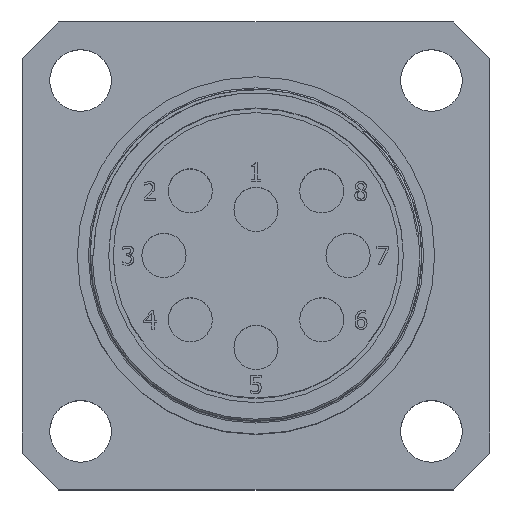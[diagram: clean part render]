
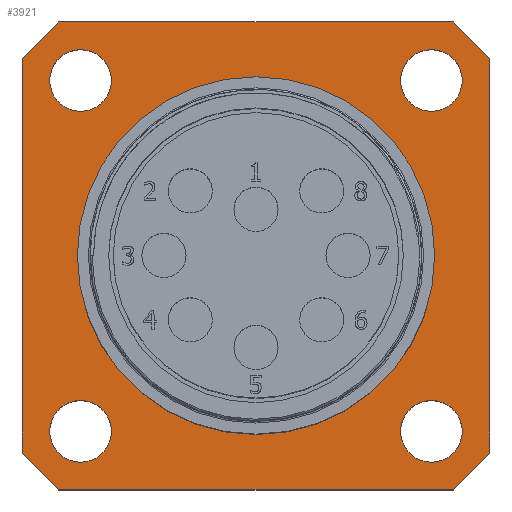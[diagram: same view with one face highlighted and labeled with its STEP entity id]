
A CAD part, top view. The second image highlights one B-rep face of the part: STEP entity #3921.
In plain terms, the highlighted planar face has unit normal (0, 0, 1).
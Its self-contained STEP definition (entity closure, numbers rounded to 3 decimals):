
#265=LINE($,#6848,#545);
#271=LINE($,#6859,#551);
#278=LINE($,#6885,#558);
#281=LINE($,#6890,#561);
#283=LINE($,#6894,#563);
#284=LINE($,#6896,#564);
#285=LINE($,#6897,#565);
#286=LINE($,#6898,#566);
#545=VECTOR($,#4661,5.657);
#551=VECTOR($,#4669,42.8);
#558=VECTOR($,#4690,5.657);
#561=VECTOR($,#4695,42.8);
#563=VECTOR($,#4699,5.657);
#564=VECTOR($,#4700,42.8);
#565=VECTOR($,#4701,5.657);
#566=VECTOR($,#4702,42.8);
#1104=PLANE($,#4100);
#1204=FACE_BOUND($,#1675,.T.);
#1205=FACE_BOUND($,#1676,.T.);
#1206=FACE_BOUND($,#1677,.T.);
#1207=FACE_BOUND($,#1678,.T.);
#1208=FACE_BOUND($,#1679,.T.);
#1409=FACE_OUTER_BOUND($,#1674,.T.);
#1674=EDGE_LOOP($,(#3605,#3606,#3607,#3608,#3609,#3610,#3611,#3612));
#1675=EDGE_LOOP($,(#3613));
#1676=EDGE_LOOP($,(#3614));
#1677=EDGE_LOOP($,(#3615));
#1678=EDGE_LOOP($,(#3616));
#1679=EDGE_LOOP($,(#3617));
#1792=CIRCLE($,#4101,19.4);
#1793=CIRCLE($,#4102,3.35);
#1794=CIRCLE($,#4103,3.35);
#1795=CIRCLE($,#4104,3.35);
#1796=CIRCLE($,#4105,3.35);
#2127=VERTEX_POINT($,#6846);
#2128=VERTEX_POINT($,#6847);
#2132=VERTEX_POINT($,#6857);
#2143=VERTEX_POINT($,#6883);
#2144=VERTEX_POINT($,#6884);
#2145=VERTEX_POINT($,#6889);
#2146=VERTEX_POINT($,#6893);
#2147=VERTEX_POINT($,#6895);
#2148=VERTEX_POINT($,#6899);
#2149=VERTEX_POINT($,#6901);
#2150=VERTEX_POINT($,#6903);
#2151=VERTEX_POINT($,#6905);
#2152=VERTEX_POINT($,#6907);
#2630=EDGE_CURVE($,#2127,#2128,#265,.T.);
#2636=EDGE_CURVE($,#2132,#2127,#271,.T.);
#2648=EDGE_CURVE($,#2143,#2144,#278,.T.);
#2651=EDGE_CURVE($,#2144,#2145,#281,.T.);
#2653=EDGE_CURVE($,#2146,#2132,#283,.T.);
#2654=EDGE_CURVE($,#2147,#2146,#284,.T.);
#2655=EDGE_CURVE($,#2145,#2147,#285,.T.);
#2656=EDGE_CURVE($,#2128,#2143,#286,.T.);
#2657=EDGE_CURVE($,#2148,#2148,#1792,.T.);
#2658=EDGE_CURVE($,#2149,#2149,#1793,.T.);
#2659=EDGE_CURVE($,#2150,#2150,#1794,.T.);
#2660=EDGE_CURVE($,#2151,#2151,#1795,.T.);
#2661=EDGE_CURVE($,#2152,#2152,#1796,.T.);
#3605=ORIENTED_EDGE($,*,*,#2630,.F.);
#3606=ORIENTED_EDGE($,*,*,#2636,.F.);
#3607=ORIENTED_EDGE($,*,*,#2653,.F.);
#3608=ORIENTED_EDGE($,*,*,#2654,.F.);
#3609=ORIENTED_EDGE($,*,*,#2655,.F.);
#3610=ORIENTED_EDGE($,*,*,#2651,.F.);
#3611=ORIENTED_EDGE($,*,*,#2648,.F.);
#3612=ORIENTED_EDGE($,*,*,#2656,.F.);
#3613=ORIENTED_EDGE($,*,*,#2657,.T.);
#3614=ORIENTED_EDGE($,*,*,#2658,.T.);
#3615=ORIENTED_EDGE($,*,*,#2659,.T.);
#3616=ORIENTED_EDGE($,*,*,#2660,.T.);
#3617=ORIENTED_EDGE($,*,*,#2661,.T.);
#3921=ADVANCED_FACE($,(#1409,#1204,#1205,#1206,#1207,#1208),#1104,.T.);
#4100=AXIS2_PLACEMENT_3D($,#6892,#4697,#4698);
#4101=AXIS2_PLACEMENT_3D($,#6900,#4703,#4704);
#4102=AXIS2_PLACEMENT_3D($,#6902,#4705,#4706);
#4103=AXIS2_PLACEMENT_3D($,#6904,#4707,#4708);
#4104=AXIS2_PLACEMENT_3D($,#6906,#4709,#4710);
#4105=AXIS2_PLACEMENT_3D($,#6908,#4711,#4712);
#4661=DIRECTION($,(0.707,-0.707,0.));
#4669=DIRECTION($,(1.,0.,0.));
#4690=DIRECTION($,(-0.707,-0.707,0.));
#4695=DIRECTION($,(-1.,0.,0.));
#4697=DIRECTION('center_axis',(0.,0.,1.));
#4698=DIRECTION('ref_axis',(1.,0.,0.));
#4699=DIRECTION($,(0.707,0.707,0.));
#4700=DIRECTION($,(0.,1.,0.));
#4701=DIRECTION($,(-0.707,0.707,0.));
#4702=DIRECTION($,(0.,-1.,0.));
#4703=DIRECTION('center_axis',(0.,0.,-1.));
#4704=DIRECTION('ref_axis',(-1.,0.,0.));
#4705=DIRECTION('center_axis',(0.,0.,-1.));
#4706=DIRECTION('ref_axis',(-1.,0.,0.));
#4707=DIRECTION('center_axis',(0.,0.,-1.));
#4708=DIRECTION('ref_axis',(0.,-1.,0.));
#4709=DIRECTION('center_axis',(0.,0.,-1.));
#4710=DIRECTION('ref_axis',(1.,0.,0.));
#4711=DIRECTION('center_axis',(0.,0.,-1.));
#4712=DIRECTION('ref_axis',(0.,1.,0.));
#6846=CARTESIAN_POINT('',(21.4,25.4,22.2));
#6847=CARTESIAN_POINT('',(25.4,21.4,22.2));
#6848=CARTESIAN_POINT($,(23.4,23.4,22.2));
#6857=CARTESIAN_POINT('',(-21.4,25.4,22.2));
#6859=CARTESIAN_POINT($,(-25.4,25.4,22.2));
#6883=CARTESIAN_POINT('',(25.4,-21.4,22.2));
#6884=CARTESIAN_POINT('',(21.4,-25.4,22.2));
#6885=CARTESIAN_POINT($,(23.4,-23.4,22.2));
#6889=CARTESIAN_POINT('',(-21.4,-25.4,22.2));
#6890=CARTESIAN_POINT($,(25.4,-25.4,22.2));
#6892=CARTESIAN_POINT('Origin',(0.,0.,22.2));
#6893=CARTESIAN_POINT('',(-25.4,21.4,22.2));
#6894=CARTESIAN_POINT($,(-23.4,23.4,22.2));
#6895=CARTESIAN_POINT('',(-25.4,-21.4,22.2));
#6896=CARTESIAN_POINT($,(-25.4,-25.4,22.2));
#6897=CARTESIAN_POINT($,(-23.4,-23.4,22.2));
#6898=CARTESIAN_POINT($,(25.4,25.4,22.2));
#6899=CARTESIAN_POINT('',(19.4,0.,22.2));
#6900=CARTESIAN_POINT('Origin',(0.,0.,22.2));
#6901=CARTESIAN_POINT('',(-15.699,19.049,22.2));
#6902=CARTESIAN_POINT('Origin',(-19.049,19.049,22.2));
#6903=CARTESIAN_POINT('',(-19.049,-15.699,22.2));
#6904=CARTESIAN_POINT('Origin',(-19.049,-19.049,22.2));
#6905=CARTESIAN_POINT('',(15.699,-19.049,22.2));
#6906=CARTESIAN_POINT('Origin',(19.049,-19.049,22.2));
#6907=CARTESIAN_POINT('',(19.049,15.699,22.2));
#6908=CARTESIAN_POINT('Origin',(19.049,19.049,22.2));
